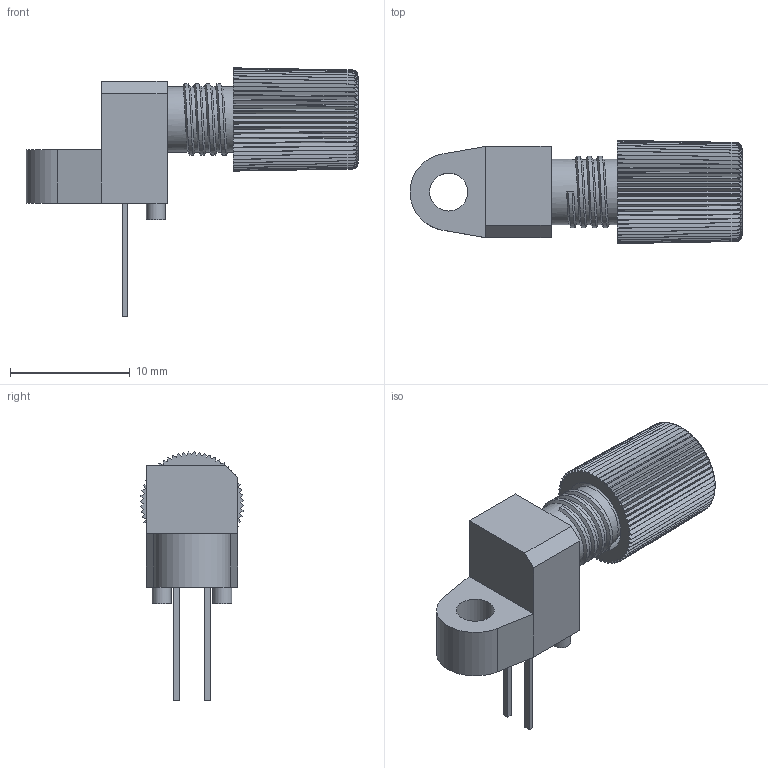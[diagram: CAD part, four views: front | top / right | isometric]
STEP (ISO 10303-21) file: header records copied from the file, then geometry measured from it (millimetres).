
FILE_DESCRIPTION(/* description */ ('Alibre Inc.'),/* implementation_level */ '2;1');
FILE_NAME(/* name */ 'export0',/* time_stamp */ '2013-01-15T08:20:19-07:00',/* author */ (''),/* organization */ (''),/* preprocessor_version */ 'ST-DEVELOPER v14',/* originating_system */ 'Alibre',/* authorisation */ '');
FILE_SCHEMA (('AUTOMOTIVE_DESIGN'));
Length unit declared in the file: centimetre
Bounding box: 27.74 x 8.63 x 20.75 mm (x, y, z)
Volume: 1152.4 mm3; surface area: 1386.8 mm2
Topology: 1 solids, 1 shells, 228 faces, 644 edges, 427 vertices
Faces by surface type: plane 150, cone 62, cylinder 13, bspline 2, torus 1
Full cylindrical faces by diameter (mm): 1.575 x2, 3.175 x1, 3.556 x1, 3.607 x1, 4.115 x1, 5.461 x4, 6.223 x1
Entity records: 7298 total; most frequent: CARTESIAN_POINT 2485, ORIENTED_EDGE 1240, EDGE_CURVE 620, DIRECTION 578, VERTEX_POINT 419, VECTOR 355, LINE 355, EDGE_LOOP 249
